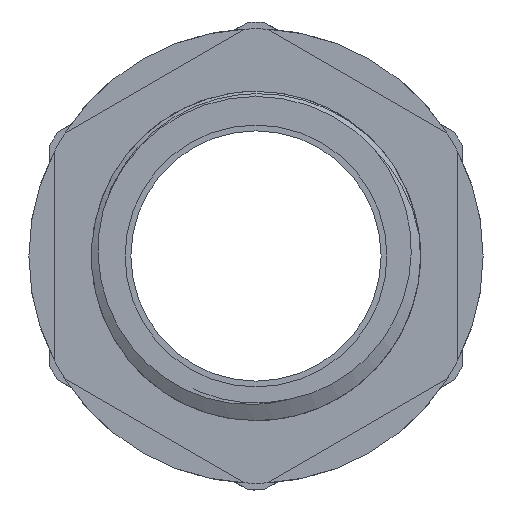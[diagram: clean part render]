
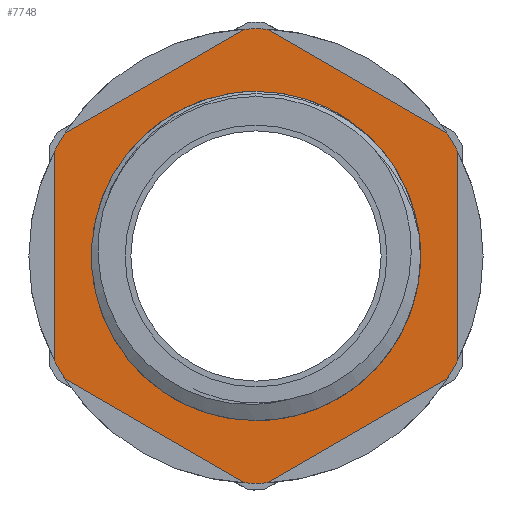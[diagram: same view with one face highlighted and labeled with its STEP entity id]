
A CAD part, front view. The second image highlights one B-rep face of the part: STEP entity #7748.
In plain terms, the highlighted planar face has unit normal (0, -1, 0).
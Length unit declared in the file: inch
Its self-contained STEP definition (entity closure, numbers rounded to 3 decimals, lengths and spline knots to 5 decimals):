
#33 = EDGE_CURVE ( 'NONE', #12379, #7471, #12209, .T. ) ;
#34 = CARTESIAN_POINT ( 'NONE',  ( 0., -0.579, 0. ) ) ;
#66 = CARTESIAN_POINT ( 'NONE',  ( 0., -0.579, 0. ) ) ;
#140 = EDGE_CURVE ( 'NONE', #3170, #5867, #11597, .T. ) ;
#207 = CARTESIAN_POINT ( 'NONE',  ( -0.80708, -0.579, -0.41489 ) ) ;
#340 = ORIENTED_EDGE ( 'NONE', *, *, #2087, .T. ) ;
#612 = LINE ( 'NONE', #8348, #12271 ) ;
#642 = CIRCLE ( 'NONE', #11182, 0.90748 ) ;
#644 = DIRECTION ( 'NONE',  ( 0., -1., 0. ) ) ;
#770 = DIRECTION ( 'NONE',  ( 0., 0., -1. ) ) ;
#910 = LINE ( 'NONE', #4435, #6342 ) ;
#1093 = DIRECTION ( 'NONE',  ( 0., 0., -1. ) ) ;
#1146 = DIRECTION ( 'NONE',  ( 0., 0., -1. ) ) ;
#1176 = DIRECTION ( 'NONE',  ( 0., -1., 0. ) ) ;
#1181 = CARTESIAN_POINT ( 'NONE',  ( 0., -0.579, 0. ) ) ;
#1191 = ORIENTED_EDGE ( 'NONE', *, *, #5195, .T. ) ;
#1221 = VERTEX_POINT ( 'NONE', #1583 ) ;
#1569 = EDGE_CURVE ( 'NONE', #12221, #6810, #10827, .T. ) ;
#1583 = CARTESIAN_POINT ( 'NONE',  ( 0., -0.579, 0.90748 ) ) ;
#1716 = CIRCLE ( 'NONE', #12517, 0.90748 ) ;
#1746 = CARTESIAN_POINT ( 'NONE',  ( -0.04424, -0.579, 0.9064 ) ) ;
#1794 = CIRCLE ( 'NONE', #3747, 0.90748 ) ;
#1934 = ORIENTED_EDGE ( 'NONE', *, *, #140, .T. ) ;
#2087 = EDGE_CURVE ( 'NONE', #7471, #5221, #11416, .T. ) ;
#2200 = DIRECTION ( 'NONE',  ( 0., 0., 1. ) ) ;
#2288 = CARTESIAN_POINT ( 'NONE',  ( 0., -0.579, 0. ) ) ;
#2544 = DIRECTION ( 'NONE',  ( 0., 0., -1. ) ) ;
#2555 = DIRECTION ( 'NONE',  ( 0., -1., 0. ) ) ;
#2565 = CARTESIAN_POINT ( 'NONE',  ( 0., -0.579, 0. ) ) ;
#2765 = EDGE_CURVE ( 'NONE', #6810, #12221, #7237, .T. ) ;
#2876 = EDGE_CURVE ( 'NONE', #4505, #1221, #1794, .T. ) ;
#3005 = FACE_BOUND ( 'NONE', #8072, .T. ) ;
#3006 = EDGE_CURVE ( 'NONE', #5867, #6518, #11564, .T. ) ;
#3170 = VERTEX_POINT ( 'NONE', #1746 ) ;
#3179 = DIRECTION ( 'NONE',  ( 0., 0., -1. ) ) ;
#3184 = DIRECTION ( 'NONE',  ( 0., -1., 0. ) ) ;
#3195 = CARTESIAN_POINT ( 'NONE',  ( 0., -0.579, 0. ) ) ;
#3293 = EDGE_CURVE ( 'NONE', #5853, #12379, #11701, .T. ) ;
#3304 = DIRECTION ( 'NONE',  ( 0., 0., -1. ) ) ;
#3416 = AXIS2_PLACEMENT_3D ( 'NONE', #34, #5110, #12071 ) ;
#3598 = DIRECTION ( 'NONE',  ( 0., 0., -1. ) ) ;
#3619 = DIRECTION ( 'NONE',  ( 0., -1., 0. ) ) ;
#3638 = CARTESIAN_POINT ( 'NONE',  ( 0., -0.579, 0. ) ) ;
#3747 = AXIS2_PLACEMENT_3D ( 'NONE', #3195, #3184, #3179 ) ;
#3772 = AXIS2_PLACEMENT_3D ( 'NONE', #10779, #644, #11744 ) ;
#3836 = CIRCLE ( 'NONE', #8993, 0.90748 ) ;
#4149 = VECTOR ( 'NONE', #10091, 39.37008 ) ;
#4211 = CARTESIAN_POINT ( 'NONE',  ( 0., -0.579, 0. ) ) ;
#4435 = CARTESIAN_POINT ( 'NONE',  ( -0.80708, -0.579, 0. ) ) ;
#4489 = AXIS2_PLACEMENT_3D ( 'NONE', #2288, #9409, #3304 ) ;
#4498 = ORIENTED_EDGE ( 'NONE', *, *, #3293, .T. ) ;
#4505 = VERTEX_POINT ( 'NONE', #5675 ) ;
#5110 = DIRECTION ( 'NONE',  ( 0., -1., 0. ) ) ;
#5195 = EDGE_CURVE ( 'NONE', #11017, #12535, #642, .T. ) ;
#5221 = VERTEX_POINT ( 'NONE', #9904 ) ;
#5234 = DIRECTION ( 'NONE',  ( 0., 0., -1. ) ) ;
#5410 = FACE_OUTER_BOUND ( 'NONE', #6763, .T. ) ;
#5420 = VERTEX_POINT ( 'NONE', #7149 ) ;
#5452 = EDGE_CURVE ( 'NONE', #1221, #3170, #3836, .T. ) ;
#5639 = CARTESIAN_POINT ( 'NONE',  ( -0.40354, -0.579, -0.69896 ) ) ;
#5648 = ORIENTED_EDGE ( 'NONE', *, *, #33, .T. ) ;
#5675 = CARTESIAN_POINT ( 'NONE',  ( 0.04424, -0.579, 0.9064 ) ) ;
#5713 = CIRCLE ( 'NONE', #4489, 0.90748 ) ;
#5738 = CARTESIAN_POINT ( 'NONE',  ( -0.04424, -0.579, -0.9064 ) ) ;
#5843 = ORIENTED_EDGE ( 'NONE', *, *, #3006, .T. ) ;
#5853 = VERTEX_POINT ( 'NONE', #5738 ) ;
#5867 = VERTEX_POINT ( 'NONE', #8834 ) ;
#6084 = VECTOR ( 'NONE', #12908, 39.37008 ) ;
#6156 = VERTEX_POINT ( 'NONE', #7166 ) ;
#6342 = VECTOR ( 'NONE', #10495, 39.37008 ) ;
#6370 = DIRECTION ( 'NONE',  ( -0.866, 0., -0.5 ) ) ;
#6419 = CARTESIAN_POINT ( 'NONE',  ( -0.40354, -0.579, 0.69896 ) ) ;
#6518 = VERTEX_POINT ( 'NONE', #9599 ) ;
#6519 = EDGE_CURVE ( 'NONE', #5420, #5853, #12567, .T. ) ;
#6652 = DIRECTION ( 'NONE',  ( 0.866, 0., -0.5 ) ) ;
#6763 = EDGE_LOOP ( 'NONE', ( #1191, #6902, #6786, #12051, #1934, #5843, #7354, #7905, #8321, #4498, #5648, #340, #9807, #10980 ) ) ;
#6786 = ORIENTED_EDGE ( 'NONE', *, *, #2876, .T. ) ;
#6810 = VERTEX_POINT ( 'NONE', #7808 ) ;
#6878 = DIRECTION ( 'NONE',  ( 0., -1., 0. ) ) ;
#6902 = ORIENTED_EDGE ( 'NONE', *, *, #9366, .T. ) ;
#7149 = CARTESIAN_POINT ( 'NONE',  ( -0.76285, -0.579, -0.49151 ) ) ;
#7166 = CARTESIAN_POINT ( 'NONE',  ( 0.80709, -0.579, -0.41489 ) ) ;
#7208 = DIRECTION ( 'NONE',  ( 0., -1., 0. ) ) ;
#7237 = CIRCLE ( 'NONE', #12052, 0.6575 ) ;
#7354 = ORIENTED_EDGE ( 'NONE', *, *, #12801, .T. ) ;
#7471 = VERTEX_POINT ( 'NONE', #9694 ) ;
#7748 = ADVANCED_FACE ( 'NONE', ( #3005, #5410 ), #9815, .T. ) ;
#7808 = CARTESIAN_POINT ( 'NONE',  ( 0., -0.579, 0.6575 ) ) ;
#7905 = ORIENTED_EDGE ( 'NONE', *, *, #12340, .T. ) ;
#7951 = DIRECTION ( 'NONE',  ( 0., 0., -1. ) ) ;
#7964 = DIRECTION ( 'NONE',  ( 0., -1., 0. ) ) ;
#7977 = CARTESIAN_POINT ( 'NONE',  ( 0., -0.579, 0. ) ) ;
#8072 = EDGE_LOOP ( 'NONE', ( #11680, #10589 ) ) ;
#8125 = AXIS2_PLACEMENT_3D ( 'NONE', #7977, #7964, #7951 ) ;
#8321 = ORIENTED_EDGE ( 'NONE', *, *, #6519, .T. ) ;
#8348 = CARTESIAN_POINT ( 'NONE',  ( 0.80709, -0.579, 0. ) ) ;
#8362 = CARTESIAN_POINT ( 'NONE',  ( 0., -0.579, -0.90748 ) ) ;
#8834 = CARTESIAN_POINT ( 'NONE',  ( -0.76285, -0.579, 0.49151 ) ) ;
#8993 = AXIS2_PLACEMENT_3D ( 'NONE', #4211, #11241, #5234 ) ;
#9027 = VECTOR ( 'NONE', #6370, 39.37008 ) ;
#9093 = CARTESIAN_POINT ( 'NONE',  ( 0.40354, -0.579, 0.69896 ) ) ;
#9366 = EDGE_CURVE ( 'NONE', #12535, #4505, #12114, .T. ) ;
#9409 = DIRECTION ( 'NONE',  ( 0., -1., 0. ) ) ;
#9599 = CARTESIAN_POINT ( 'NONE',  ( -0.80708, -0.579, 0.41489 ) ) ;
#9694 = CARTESIAN_POINT ( 'NONE',  ( 0.04424, -0.579, -0.9064 ) ) ;
#9804 = CARTESIAN_POINT ( 'NONE',  ( 0.80708, -0.579, 0.41489 ) ) ;
#9807 = ORIENTED_EDGE ( 'NONE', *, *, #12189, .T. ) ;
#9815 = PLANE ( 'NONE',  #3772 ) ;
#9891 = AXIS2_PLACEMENT_3D ( 'NONE', #2565, #2555, #2544 ) ;
#9904 = CARTESIAN_POINT ( 'NONE',  ( 0.76285, -0.579, -0.49151 ) ) ;
#10012 = VECTOR ( 'NONE', #6652, 39.37008 ) ;
#10091 = DIRECTION ( 'NONE',  ( -0.866, 0., 0.5 ) ) ;
#10495 = DIRECTION ( 'NONE',  ( 0., 0., -1. ) ) ;
#10589 = ORIENTED_EDGE ( 'NONE', *, *, #1569, .F. ) ;
#10779 = CARTESIAN_POINT ( 'NONE',  ( 0., -0.579, 0. ) ) ;
#10827 = CIRCLE ( 'NONE', #3416, 0.6575 ) ;
#10930 = AXIS2_PLACEMENT_3D ( 'NONE', #1181, #1176, #1146 ) ;
#10980 = ORIENTED_EDGE ( 'NONE', *, *, #11305, .T. ) ;
#11017 = VERTEX_POINT ( 'NONE', #9804 ) ;
#11182 = AXIS2_PLACEMENT_3D ( 'NONE', #12792, #6878, #770 ) ;
#11241 = DIRECTION ( 'NONE',  ( 0., -1., 0. ) ) ;
#11305 = EDGE_CURVE ( 'NONE', #6156, #11017, #612, .T. ) ;
#11416 = LINE ( 'NONE', #12139, #6084 ) ;
#11460 = CARTESIAN_POINT ( 'NONE',  ( 0.76285, -0.579, 0.49151 ) ) ;
#11564 = CIRCLE ( 'NONE', #9891, 0.90748 ) ;
#11597 = LINE ( 'NONE', #6419, #9027 ) ;
#11680 = ORIENTED_EDGE ( 'NONE', *, *, #2765, .F. ) ;
#11701 = CIRCLE ( 'NONE', #10930, 0.90748 ) ;
#11744 = DIRECTION ( 'NONE',  ( 0., 0., -1. ) ) ;
#12051 = ORIENTED_EDGE ( 'NONE', *, *, #5452, .T. ) ;
#12052 = AXIS2_PLACEMENT_3D ( 'NONE', #3638, #3619, #3598 ) ;
#12071 = DIRECTION ( 'NONE',  ( 0., 0., -1. ) ) ;
#12114 = LINE ( 'NONE', #9093, #4149 ) ;
#12139 = CARTESIAN_POINT ( 'NONE',  ( 0.40354, -0.579, -0.69896 ) ) ;
#12189 = EDGE_CURVE ( 'NONE', #5221, #6156, #5713, .T. ) ;
#12209 = CIRCLE ( 'NONE', #8125, 0.90748 ) ;
#12221 = VERTEX_POINT ( 'NONE', #12321 ) ;
#12271 = VECTOR ( 'NONE', #2200, 39.37008 ) ;
#12321 = CARTESIAN_POINT ( 'NONE',  ( 0., -0.579, -0.6575 ) ) ;
#12340 = EDGE_CURVE ( 'NONE', #12423, #5420, #1716, .T. ) ;
#12379 = VERTEX_POINT ( 'NONE', #8362 ) ;
#12423 = VERTEX_POINT ( 'NONE', #207 ) ;
#12517 = AXIS2_PLACEMENT_3D ( 'NONE', #66, #7208, #1093 ) ;
#12535 = VERTEX_POINT ( 'NONE', #11460 ) ;
#12567 = LINE ( 'NONE', #5639, #10012 ) ;
#12792 = CARTESIAN_POINT ( 'NONE',  ( 0., -0.579, 0. ) ) ;
#12801 = EDGE_CURVE ( 'NONE', #6518, #12423, #910, .T. ) ;
#12908 = DIRECTION ( 'NONE',  ( 0.866, 0., 0.5 ) ) ;
